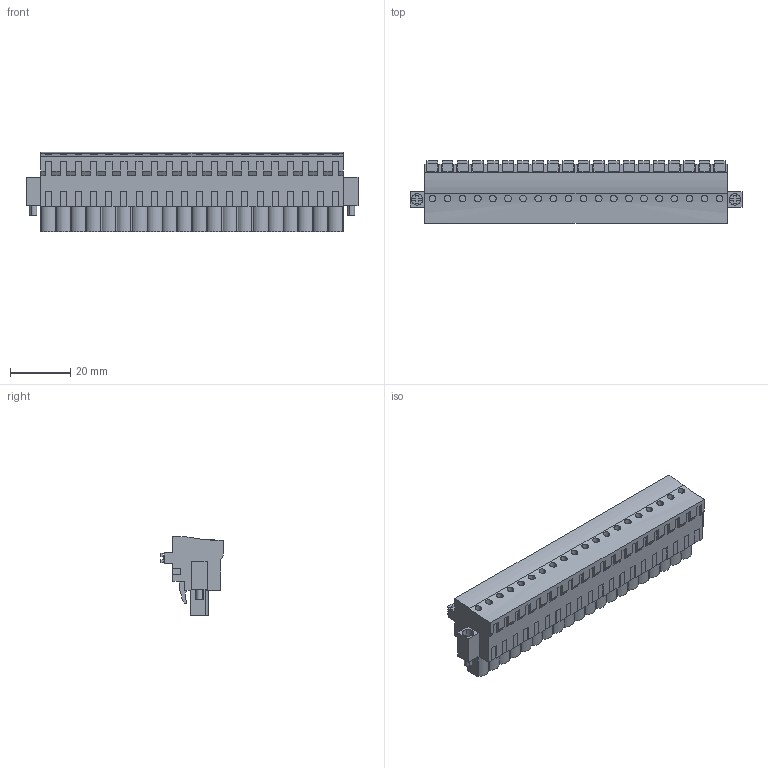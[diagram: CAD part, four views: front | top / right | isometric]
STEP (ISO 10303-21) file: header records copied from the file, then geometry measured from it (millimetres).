
FILE_DESCRIPTION(('CATIA V5 STEP Exchange','CAx-IF Rec.Pracs.--- Model Styling and Organization---1.2---2011-12-15'),'2;1');
FILE_NAME ('D1461049_0_1979640000_1979640000.stp','2017-09-23T15:14:17+00:00',('none'),('Weidmueller'),'CATIA Version 5-6 Release 2014','CATIA V5 STEP AP214','none');
FILE_SCHEMA(('AUTOMOTIVE_DESIGN { 1 0 10303 214 1 1 1 1 }'));
Length unit declared in the file: millimetre
Products named in the file (1): 1979640000
Bounding box: 109.8 x 20.79 x 26.24 mm (x, y, z)
Volume: 30648.5 mm3; surface area: 13891.1 mm2
Topology: 23 solids, 23 shells, 1305 faces, 3722 edges, 2549 vertices
Faces by surface type: plane 1037, cylinder 260, extrusion 8
Entity records: 39153 total; most frequent: CARTESIAN_POINT 7602, ORIENTED_EDGE 7444, DIRECTION 4947, EDGE_CURVE 3722, VECTOR 3121, LINE 3113, VERTEX_POINT 2549, EDGE_LOOP 1395
